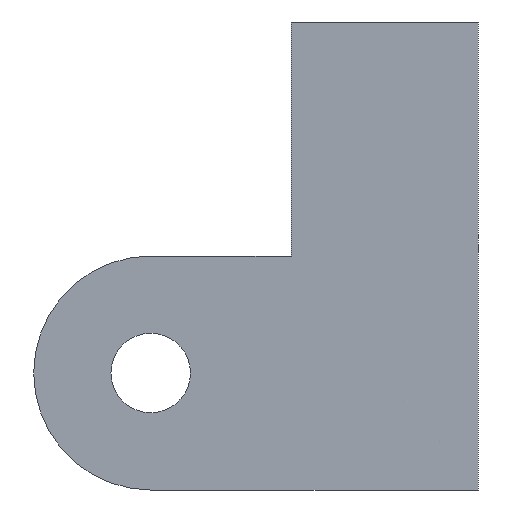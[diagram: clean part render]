
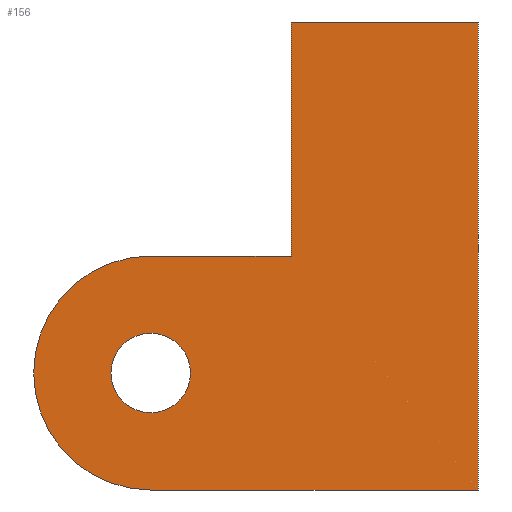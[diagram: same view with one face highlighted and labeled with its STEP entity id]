
A CAD part, left-side view. The second image highlights one B-rep face of the part: STEP entity #156.
In plain terms, the highlighted planar face has unit normal (-1, 0, 0).
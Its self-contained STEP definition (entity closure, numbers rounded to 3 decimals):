
#4 = ORIENTED_EDGE ( 'NONE', *, *, #589, .T. ) ;
#17 = DIRECTION ( 'NONE',  ( 0., 0., -1. ) ) ;
#27 = EDGE_LOOP ( 'NONE', ( #137, #502 ) ) ;
#42 = CARTESIAN_POINT ( 'NONE',  ( -24., 0., 40. ) ) ;
#49 = EDGE_CURVE ( 'NONE', #655, #299, #293, .T. ) ;
#50 = DIRECTION ( 'NONE',  ( 0., -1., 0. ) ) ;
#59 = VECTOR ( 'NONE', #301, 1000. ) ;
#60 = EDGE_CURVE ( 'NONE', #691, #299, #415, .T. ) ;
#63 = AXIS2_PLACEMENT_3D ( 'NONE', #504, #177, #570 ) ;
#70 = DIRECTION ( 'NONE',  ( 1., 0., 0. ) ) ;
#76 = CIRCLE ( 'NONE', #709, 3.4 ) ;
#95 = VECTOR ( 'NONE', #723, 1000. ) ;
#98 = EDGE_CURVE ( 'NONE', #672, #218, #640, .T. ) ;
#114 = AXIS2_PLACEMENT_3D ( 'NONE', #458, #70, #17 ) ;
#134 = EDGE_LOOP ( 'NONE', ( #428, #4, #360, #412, #486, #610, #446 ) ) ;
#137 = ORIENTED_EDGE ( 'NONE', *, *, #98, .T. ) ;
#149 = LINE ( 'NONE', #677, #275 ) ;
#156 = ADVANCED_FACE ( 'NONE', ( #376, #283 ), #296, .F. ) ;
#173 = EDGE_CURVE ( 'NONE', #218, #672, #76, .T. ) ;
#175 = CARTESIAN_POINT ( 'NONE',  ( -24., 28., 20. ) ) ;
#177 = DIRECTION ( 'NONE',  ( -1., 0., 0. ) ) ;
#218 = VERTEX_POINT ( 'NONE', #365 ) ;
#224 = DIRECTION ( 'NONE',  ( -1., 0., 0. ) ) ;
#231 = CARTESIAN_POINT ( 'NONE',  ( -24., 31.4, 10. ) ) ;
#243 = CARTESIAN_POINT ( 'NONE',  ( -24., 0., 40. ) ) ;
#245 = VERTEX_POINT ( 'NONE', #689 ) ;
#259 = CARTESIAN_POINT ( 'NONE',  ( -24., 0., 0. ) ) ;
#271 = DIRECTION ( 'NONE',  ( 0., 0., -1. ) ) ;
#275 = VECTOR ( 'NONE', #512, 1000. ) ;
#282 = CARTESIAN_POINT ( 'NONE',  ( -24., 16., 20. ) ) ;
#283 = FACE_OUTER_BOUND ( 'NONE', #134, .T. ) ;
#290 = CARTESIAN_POINT ( 'NONE',  ( -24., 0., 40. ) ) ;
#293 = LINE ( 'NONE', #290, #95 ) ;
#296 = PLANE ( 'NONE',  #676 ) ;
#298 = DIRECTION ( 'NONE',  ( 1., 0., 0. ) ) ;
#299 = VERTEX_POINT ( 'NONE', #259 ) ;
#301 = DIRECTION ( 'NONE',  ( 0., -1., 0. ) ) ;
#303 = DIRECTION ( 'NONE',  ( 0., 0., -1. ) ) ;
#344 = CARTESIAN_POINT ( 'NONE',  ( -24., 28., 0. ) ) ;
#360 = ORIENTED_EDGE ( 'NONE', *, *, #60, .T. ) ;
#365 = CARTESIAN_POINT ( 'NONE',  ( -24., 24.6, 10. ) ) ;
#376 = FACE_BOUND ( 'NONE', #27, .T. ) ;
#412 = ORIENTED_EDGE ( 'NONE', *, *, #49, .F. ) ;
#415 = LINE ( 'NONE', #728, #59 ) ;
#421 = VECTOR ( 'NONE', #271, 1000. ) ;
#428 = ORIENTED_EDGE ( 'NONE', *, *, #658, .T. ) ;
#446 = ORIENTED_EDGE ( 'NONE', *, *, #626, .F. ) ;
#458 = CARTESIAN_POINT ( 'NONE',  ( -24., 28., 10. ) ) ;
#461 = EDGE_CURVE ( 'NONE', #245, #476, #577, .T. ) ;
#476 = VERTEX_POINT ( 'NONE', #282 ) ;
#480 = CIRCLE ( 'NONE', #63, 10. ) ;
#486 = ORIENTED_EDGE ( 'NONE', *, *, #500, .F. ) ;
#500 = EDGE_CURVE ( 'NONE', #245, #655, #668, .T. ) ;
#502 = ORIENTED_EDGE ( 'NONE', *, *, #173, .T. ) ;
#504 = CARTESIAN_POINT ( 'NONE',  ( -24., 28., 10. ) ) ;
#512 = DIRECTION ( 'NONE',  ( 0., -1., 0. ) ) ;
#524 = DIRECTION ( 'NONE',  ( 1., 0., 0. ) ) ;
#547 = CARTESIAN_POINT ( 'NONE',  ( -24., 16., 40. ) ) ;
#555 = CARTESIAN_POINT ( 'NONE',  ( -24., 28., 10. ) ) ;
#570 = DIRECTION ( 'NONE',  ( 0., 0., -1. ) ) ;
#577 = LINE ( 'NONE', #547, #421 ) ;
#589 = EDGE_CURVE ( 'NONE', #671, #691, #700, .T. ) ;
#597 = AXIS2_PLACEMENT_3D ( 'NONE', #555, #224, #611 ) ;
#610 = ORIENTED_EDGE ( 'NONE', *, *, #461, .T. ) ;
#611 = DIRECTION ( 'NONE',  ( 0., 0., -1. ) ) ;
#619 = CARTESIAN_POINT ( 'NONE',  ( -24., 38., 10. ) ) ;
#622 = CARTESIAN_POINT ( 'NONE',  ( -24., 0., 40. ) ) ;
#626 = EDGE_CURVE ( 'NONE', #711, #476, #149, .T. ) ;
#628 = CARTESIAN_POINT ( 'NONE',  ( -24., 28., 10. ) ) ;
#633 = DIRECTION ( 'NONE',  ( 0., 0., -1. ) ) ;
#640 = CIRCLE ( 'NONE', #114, 3.4 ) ;
#655 = VERTEX_POINT ( 'NONE', #622 ) ;
#658 = EDGE_CURVE ( 'NONE', #711, #671, #480, .T. ) ;
#668 = LINE ( 'NONE', #42, #683 ) ;
#671 = VERTEX_POINT ( 'NONE', #619 ) ;
#672 = VERTEX_POINT ( 'NONE', #231 ) ;
#676 = AXIS2_PLACEMENT_3D ( 'NONE', #243, #524, #633 ) ;
#677 = CARTESIAN_POINT ( 'NONE',  ( -24., 56., 20. ) ) ;
#683 = VECTOR ( 'NONE', #50, 1000. ) ;
#689 = CARTESIAN_POINT ( 'NONE',  ( -24., 16., 40. ) ) ;
#691 = VERTEX_POINT ( 'NONE', #344 ) ;
#700 = CIRCLE ( 'NONE', #597, 10. ) ;
#709 = AXIS2_PLACEMENT_3D ( 'NONE', #628, #298, #303 ) ;
#711 = VERTEX_POINT ( 'NONE', #175 ) ;
#723 = DIRECTION ( 'NONE',  ( 0., 0., -1. ) ) ;
#728 = CARTESIAN_POINT ( 'NONE',  ( -24., 0., 0. ) ) ;
